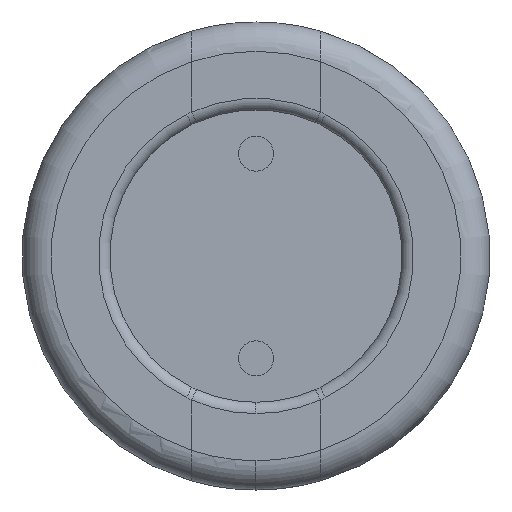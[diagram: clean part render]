
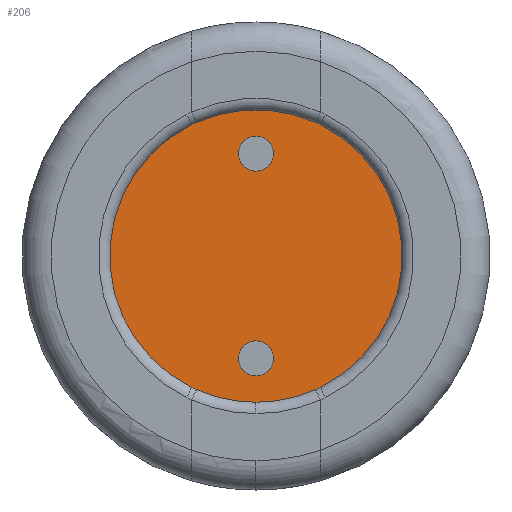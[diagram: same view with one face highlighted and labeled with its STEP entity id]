
A CAD part, left-side view. The second image highlights one B-rep face of the part: STEP entity #206.
In plain terms, the highlighted planar face has unit normal (-1, 0, 0).
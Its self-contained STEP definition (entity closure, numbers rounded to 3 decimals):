
#79 = CIRCLE ( 'NONE', #3040, 2.5 ) ;
#98 = CIRCLE ( 'NONE', #4092, 2.5 ) ;
#110 = CIRCLE ( 'NONE', #3590, 2.5 ) ;
#163 = AXIS2_PLACEMENT_3D ( 'NONE', #1336, #2960, #2562 ) ;
#194 = DIRECTION ( 'NONE',  ( 0., 0., 1. ) ) ;
#198 = EDGE_CURVE ( 'NONE', #743, #3171, #4766, .T. ) ;
#201 = ORIENTED_EDGE ( 'NONE', *, *, #5056, .T. ) ;
#206 = ADVANCED_FACE ( 'NONE', ( #806, #2848, #3154 ), #4836, .T. ) ;
#338 = CARTESIAN_POINT ( 'NONE',  ( 0.15, 1.021, 2.282 ) ) ;
#356 = ORIENTED_EDGE ( 'NONE', *, *, #1074, .T. ) ;
#437 = CARTESIAN_POINT ( 'NONE',  ( 0.15, 0., 0. ) ) ;
#518 = AXIS2_PLACEMENT_3D ( 'NONE', #4618, #1373, #194 ) ;
#519 = VERTEX_POINT ( 'NONE', #338 ) ;
#582 = ORIENTED_EDGE ( 'NONE', *, *, #1461, .T. ) ;
#663 = DIRECTION ( 'NONE',  ( -1., 0., 0. ) ) ;
#697 = CARTESIAN_POINT ( 'NONE',  ( 0.15, 0., 0. ) ) ;
#700 = CARTESIAN_POINT ( 'NONE',  ( 0.15, 0., -2.05 ) ) ;
#727 = CIRCLE ( 'NONE', #4760, 2.5 ) ;
#743 = VERTEX_POINT ( 'NONE', #700 ) ;
#752 = CIRCLE ( 'NONE', #163, 2.5 ) ;
#763 = DIRECTION ( 'NONE',  ( -1., 0., 0. ) ) ;
#790 = AXIS2_PLACEMENT_3D ( 'NONE', #2023, #814, #5321 ) ;
#806 = FACE_BOUND ( 'NONE', #2805, .T. ) ;
#814 = DIRECTION ( 'NONE',  ( -1., 0., 0. ) ) ;
#892 = CARTESIAN_POINT ( 'NONE',  ( 0.15, -1.021, -2.282 ) ) ;
#972 = EDGE_LOOP ( 'NONE', ( #356, #582, #1215, #2528, #2955, #4325, #5163, #1699, #201 ) ) ;
#986 = AXIS2_PLACEMENT_3D ( 'NONE', #3425, #663, #5097 ) ;
#993 = CARTESIAN_POINT ( 'NONE',  ( 0.15, -1.021, 2.282 ) ) ;
#1029 = CARTESIAN_POINT ( 'NONE',  ( 0.15, 0., 1.75 ) ) ;
#1040 = CIRCLE ( 'NONE', #790, 0.3 ) ;
#1074 = EDGE_CURVE ( 'NONE', #5000, #1290, #3753, .T. ) ;
#1081 = EDGE_LOOP ( 'NONE', ( #1602, #2566 ) ) ;
#1153 = CARTESIAN_POINT ( 'NONE',  ( 0.15, 0., 0. ) ) ;
#1176 = DIRECTION ( 'NONE',  ( -1., 0., 0. ) ) ;
#1179 = AXIS2_PLACEMENT_3D ( 'NONE', #4667, #5124, #4147 ) ;
#1195 = CARTESIAN_POINT ( 'NONE',  ( 0.15, 1.021, -2.282 ) ) ;
#1215 = ORIENTED_EDGE ( 'NONE', *, *, #1834, .T. ) ;
#1271 = CARTESIAN_POINT ( 'NONE',  ( 0.15, 0., 2.05 ) ) ;
#1290 = VERTEX_POINT ( 'NONE', #3220 ) ;
#1336 = CARTESIAN_POINT ( 'NONE',  ( 0.15, 0., 0. ) ) ;
#1373 = DIRECTION ( 'NONE',  ( -1., 0., 0. ) ) ;
#1384 = VERTEX_POINT ( 'NONE', #892 ) ;
#1461 = EDGE_CURVE ( 'NONE', #1290, #4686, #752, .T. ) ;
#1470 = CARTESIAN_POINT ( 'NONE',  ( 0.15, -1.1, -2.245 ) ) ;
#1524 = ORIENTED_EDGE ( 'NONE', *, *, #4122, .F. ) ;
#1602 = ORIENTED_EDGE ( 'NONE', *, *, #198, .F. ) ;
#1642 = CIRCLE ( 'NONE', #1735, 0.3 ) ;
#1699 = ORIENTED_EDGE ( 'NONE', *, *, #2470, .T. ) ;
#1735 = AXIS2_PLACEMENT_3D ( 'NONE', #4787, #2378, #3130 ) ;
#1819 = DIRECTION ( 'NONE',  ( 0., 0., -1. ) ) ;
#1834 = EDGE_CURVE ( 'NONE', #4686, #3652, #3477, .T. ) ;
#1898 = CIRCLE ( 'NONE', #986, 2.5 ) ;
#1988 = DIRECTION ( 'NONE',  ( 0., 0., 1. ) ) ;
#2023 = CARTESIAN_POINT ( 'NONE',  ( 0.15, 0., 1.75 ) ) ;
#2125 = DIRECTION ( 'NONE',  ( 0., 0., 1. ) ) ;
#2307 = AXIS2_PLACEMENT_3D ( 'NONE', #1153, #763, #1988 ) ;
#2310 = DIRECTION ( 'NONE',  ( -1., 0., 0. ) ) ;
#2375 = CARTESIAN_POINT ( 'NONE',  ( 0.15, 0., 0. ) ) ;
#2378 = DIRECTION ( 'NONE',  ( -1., 0., 0. ) ) ;
#2405 = CARTESIAN_POINT ( 'NONE',  ( 0.15, 1.1, 2.245 ) ) ;
#2417 = VERTEX_POINT ( 'NONE', #993 ) ;
#2470 = EDGE_CURVE ( 'NONE', #2417, #519, #79, .T. ) ;
#2498 = DIRECTION ( 'NONE',  ( -1., 0., 0. ) ) ;
#2514 = CARTESIAN_POINT ( 'NONE',  ( 0.15, -1.1, 2.245 ) ) ;
#2528 = ORIENTED_EDGE ( 'NONE', *, *, #2857, .T. ) ;
#2562 = DIRECTION ( 'NONE',  ( 0., 0., 1. ) ) ;
#2566 = ORIENTED_EDGE ( 'NONE', *, *, #5049, .F. ) ;
#2670 = AXIS2_PLACEMENT_3D ( 'NONE', #2375, #3212, #2735 ) ;
#2735 = DIRECTION ( 'NONE',  ( 0., 0., 1. ) ) ;
#2737 = CARTESIAN_POINT ( 'NONE',  ( 0.15, 0., 0. ) ) ;
#2805 = EDGE_LOOP ( 'NONE', ( #1524, #3251 ) ) ;
#2817 = CARTESIAN_POINT ( 'NONE',  ( 0.15, 0., -1.75 ) ) ;
#2848 = FACE_BOUND ( 'NONE', #1081, .T. ) ;
#2857 = EDGE_CURVE ( 'NONE', #3652, #1384, #3413, .T. ) ;
#2955 = ORIENTED_EDGE ( 'NONE', *, *, #4964, .T. ) ;
#2960 = DIRECTION ( 'NONE',  ( -1., 0., 0. ) ) ;
#3040 = AXIS2_PLACEMENT_3D ( 'NONE', #697, #4432, #5167 ) ;
#3044 = EDGE_CURVE ( 'NONE', #3809, #2417, #110, .T. ) ;
#3130 = DIRECTION ( 'NONE',  ( 0., 0., 1. ) ) ;
#3136 = CIRCLE ( 'NONE', #3312, 0.3 ) ;
#3154 = FACE_OUTER_BOUND ( 'NONE', #972, .T. ) ;
#3171 = VERTEX_POINT ( 'NONE', #5141 ) ;
#3212 = DIRECTION ( 'NONE',  ( -1., 0., 0. ) ) ;
#3220 = CARTESIAN_POINT ( 'NONE',  ( 0.15, 1.1, -2.245 ) ) ;
#3251 = ORIENTED_EDGE ( 'NONE', *, *, #3603, .F. ) ;
#3312 = AXIS2_PLACEMENT_3D ( 'NONE', #1029, #2310, #1819 ) ;
#3336 = EDGE_CURVE ( 'NONE', #3866, #3809, #98, .T. ) ;
#3338 = VERTEX_POINT ( 'NONE', #1271 ) ;
#3413 = CIRCLE ( 'NONE', #2307, 2.5 ) ;
#3425 = CARTESIAN_POINT ( 'NONE',  ( 0.15, 0., 0. ) ) ;
#3473 = VERTEX_POINT ( 'NONE', #3825 ) ;
#3477 = CIRCLE ( 'NONE', #1179, 2.5 ) ;
#3590 = AXIS2_PLACEMENT_3D ( 'NONE', #3704, #4919, #2125 ) ;
#3603 = EDGE_CURVE ( 'NONE', #3338, #3473, #3136, .T. ) ;
#3646 = DIRECTION ( 'NONE',  ( 0., 0., 1. ) ) ;
#3652 = VERTEX_POINT ( 'NONE', #4427 ) ;
#3704 = CARTESIAN_POINT ( 'NONE',  ( 0.15, 0., 0. ) ) ;
#3753 = CIRCLE ( 'NONE', #518, 2.5 ) ;
#3809 = VERTEX_POINT ( 'NONE', #2514 ) ;
#3825 = CARTESIAN_POINT ( 'NONE',  ( 0.15, 0., 1.45 ) ) ;
#3866 = VERTEX_POINT ( 'NONE', #1470 ) ;
#4092 = AXIS2_PLACEMENT_3D ( 'NONE', #437, #2498, #4998 ) ;
#4122 = EDGE_CURVE ( 'NONE', #3473, #3338, #1040, .T. ) ;
#4147 = DIRECTION ( 'NONE',  ( 0., 0., 1. ) ) ;
#4325 = ORIENTED_EDGE ( 'NONE', *, *, #3336, .T. ) ;
#4402 = AXIS2_PLACEMENT_3D ( 'NONE', #2817, #4917, #3646 ) ;
#4427 = CARTESIAN_POINT ( 'NONE',  ( 0.15, 0., -2.5 ) ) ;
#4432 = DIRECTION ( 'NONE',  ( -1., 0., 0. ) ) ;
#4618 = CARTESIAN_POINT ( 'NONE',  ( 0.15, 0., 0. ) ) ;
#4667 = CARTESIAN_POINT ( 'NONE',  ( 0.15, 0., 0. ) ) ;
#4686 = VERTEX_POINT ( 'NONE', #1195 ) ;
#4760 = AXIS2_PLACEMENT_3D ( 'NONE', #2737, #1176, #4815 ) ;
#4766 = CIRCLE ( 'NONE', #4402, 0.3 ) ;
#4787 = CARTESIAN_POINT ( 'NONE',  ( 0.15, 0., -1.75 ) ) ;
#4815 = DIRECTION ( 'NONE',  ( 0., 0., 1. ) ) ;
#4836 = PLANE ( 'NONE',  #2670 ) ;
#4917 = DIRECTION ( 'NONE',  ( -1., 0., 0. ) ) ;
#4919 = DIRECTION ( 'NONE',  ( -1., 0., 0. ) ) ;
#4964 = EDGE_CURVE ( 'NONE', #1384, #3866, #1898, .T. ) ;
#4998 = DIRECTION ( 'NONE',  ( 0., 0., 1. ) ) ;
#5000 = VERTEX_POINT ( 'NONE', #2405 ) ;
#5049 = EDGE_CURVE ( 'NONE', #3171, #743, #1642, .T. ) ;
#5056 = EDGE_CURVE ( 'NONE', #519, #5000, #727, .T. ) ;
#5097 = DIRECTION ( 'NONE',  ( 0., 0., 1. ) ) ;
#5124 = DIRECTION ( 'NONE',  ( -1., 0., 0. ) ) ;
#5141 = CARTESIAN_POINT ( 'NONE',  ( 0.15, 0., -1.45 ) ) ;
#5163 = ORIENTED_EDGE ( 'NONE', *, *, #3044, .T. ) ;
#5167 = DIRECTION ( 'NONE',  ( 0., 0., 1. ) ) ;
#5321 = DIRECTION ( 'NONE',  ( 0., 0., -1. ) ) ;
